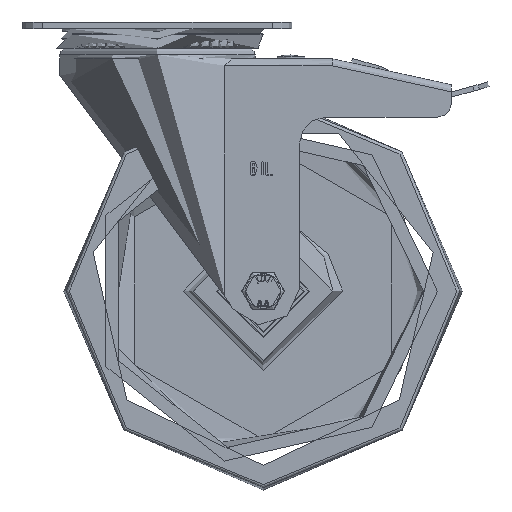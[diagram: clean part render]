
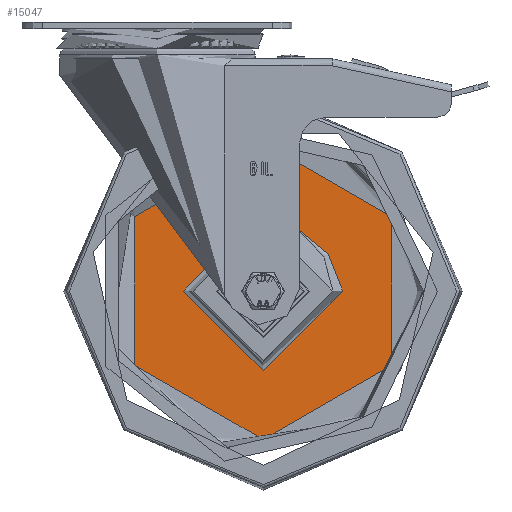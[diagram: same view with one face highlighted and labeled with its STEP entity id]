
A CAD part, front view. The second image highlights one B-rep face of the part: STEP entity #15047.
In plain terms, the highlighted planar face has unit normal (0, -1, 0).
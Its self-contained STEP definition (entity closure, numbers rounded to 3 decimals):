
#798=FACE_BOUND('',#3117,.T.);
#1097=PLANE('',#16486);
#2193=FACE_OUTER_BOUND('',#3116,.T.);
#3116=EDGE_LOOP('',(#11710));
#3117=EDGE_LOOP('',(#11711));
#6171=CIRCLE('',#16450,74.5);
#6172=CIRCLE('',#16452,40.);
#7010=VERTEX_POINT('',#26010);
#7011=VERTEX_POINT('',#26014);
#8720=EDGE_CURVE('',#7010,#7010,#6171,.T.);
#8721=EDGE_CURVE('',#7011,#7011,#6172,.T.);
#11710=ORIENTED_EDGE('',*,*,#8720,.F.);
#11711=ORIENTED_EDGE('',*,*,#8721,.T.);
#15047=ADVANCED_FACE('',(#2193,#798),#1097,.T.);
#16450=AXIS2_PLACEMENT_3D('',#26012,#18860,#18861);
#16452=AXIS2_PLACEMENT_3D('',#26015,#18864,#18865);
#16486=AXIS2_PLACEMENT_3D('',#26072,#18938,#18939);
#18860=DIRECTION('center_axis',(0.,1.,0.));
#18861=DIRECTION('ref_axis',(-1.,0.,0.));
#18864=DIRECTION('center_axis',(0.,1.,0.));
#18865=DIRECTION('ref_axis',(-1.,0.,0.));
#18938=DIRECTION('center_axis',(0.,-1.,0.));
#18939=DIRECTION('ref_axis',(1.,0.,0.));
#26010=CARTESIAN_POINT('',(0.,-3.,74.5));
#26012=CARTESIAN_POINT('Origin',(0.,-3.,
0.));
#26014=CARTESIAN_POINT('',(0.,-3.,40.));
#26015=CARTESIAN_POINT('Origin',(0.,-3.,
0.));
#26072=CARTESIAN_POINT('Origin',(-57.25,-3.,0.));
